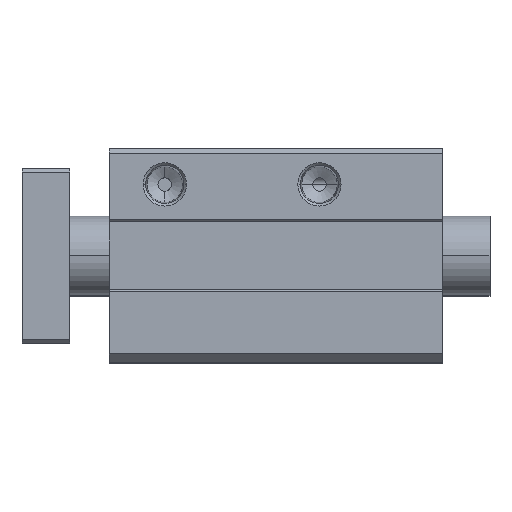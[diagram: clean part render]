
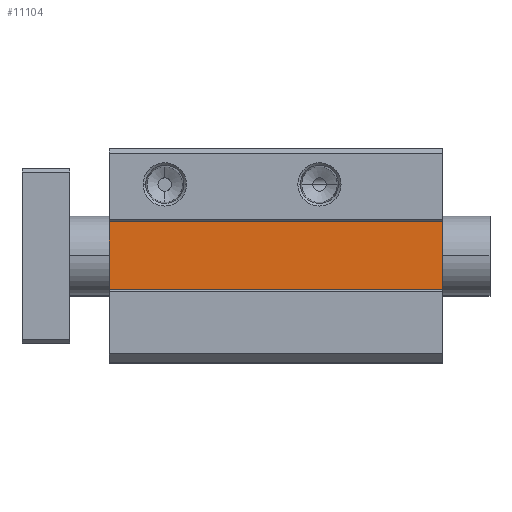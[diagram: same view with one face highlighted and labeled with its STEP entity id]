
A CAD part, top view. The second image highlights one B-rep face of the part: STEP entity #11104.
In plain terms, the highlighted planar face has unit normal (0, 0, 1).
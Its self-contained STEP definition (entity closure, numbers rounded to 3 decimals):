
#65 = EDGE_CURVE ( 'NONE', #9932, #4229, #10186, .T. ) ;
#463 = CARTESIAN_POINT ( 'NONE',  ( 0., -8.45, 59.4 ) ) ;
#1045 = DIRECTION ( 'NONE',  ( -1., 0., 0. ) ) ;
#1376 = LINE ( 'NONE', #10582, #8820 ) ;
#2055 = CARTESIAN_POINT ( 'NONE',  ( 0., 8.55, 59.4 ) ) ;
#2357 = ORIENTED_EDGE ( 'NONE', *, *, #65, .F. ) ;
#3055 = CARTESIAN_POINT ( 'NONE',  ( 0., -8.45, 59.4 ) ) ;
#3209 = CARTESIAN_POINT ( 'NONE',  ( 84., -8.45, 59.4 ) ) ;
#3278 = LINE ( 'NONE', #3209, #5831 ) ;
#4218 = VERTEX_POINT ( 'NONE', #5437 ) ;
#4229 = VERTEX_POINT ( 'NONE', #4443 ) ;
#4443 = CARTESIAN_POINT ( 'NONE',  ( 0., -8.45, 59.4 ) ) ;
#4507 = DIRECTION ( 'NONE',  ( 1., 0., 0. ) ) ;
#4576 = ORIENTED_EDGE ( 'NONE', *, *, #9329, .F. ) ;
#5437 = CARTESIAN_POINT ( 'NONE',  ( 84., 8.55, 59.4 ) ) ;
#5614 = EDGE_LOOP ( 'NONE', ( #13070, #2357, #12367, #4576 ) ) ;
#5831 = VECTOR ( 'NONE', #8418, 1000. ) ;
#6081 = EDGE_CURVE ( 'NONE', #9932, #4218, #3278, .T. ) ;
#7616 = LINE ( 'NONE', #463, #10330 ) ;
#8020 = CARTESIAN_POINT ( 'NONE',  ( 84., -8.45, 59.4 ) ) ;
#8418 = DIRECTION ( 'NONE',  ( 0., 1., 0. ) ) ;
#8577 = FACE_OUTER_BOUND ( 'NONE', #5614, .T. ) ;
#8711 = DIRECTION ( 'NONE',  ( 0., 0., 1. ) ) ;
#8820 = VECTOR ( 'NONE', #10444, 1000. ) ;
#9329 = EDGE_CURVE ( 'NONE', #11916, #4218, #1376, .T. ) ;
#9572 = CARTESIAN_POINT ( 'NONE',  ( 0., -8.45, 59.4 ) ) ;
#9932 = VERTEX_POINT ( 'NONE', #8020 ) ;
#10144 = EDGE_CURVE ( 'NONE', #11916, #4229, #7616, .T. ) ;
#10186 = LINE ( 'NONE', #3055, #10418 ) ;
#10330 = VECTOR ( 'NONE', #12473, 1000. ) ;
#10418 = VECTOR ( 'NONE', #1045, 1000. ) ;
#10444 = DIRECTION ( 'NONE',  ( 1., 0., 0. ) ) ;
#10582 = CARTESIAN_POINT ( 'NONE',  ( 0., 8.55, 59.4 ) ) ;
#10766 = PLANE ( 'NONE',  #12910 ) ;
#11104 = ADVANCED_FACE ( 'NONE', ( #8577 ), #10766, .T. ) ;
#11916 = VERTEX_POINT ( 'NONE', #2055 ) ;
#12367 = ORIENTED_EDGE ( 'NONE', *, *, #6081, .T. ) ;
#12473 = DIRECTION ( 'NONE',  ( 0., -1., 0. ) ) ;
#12910 = AXIS2_PLACEMENT_3D ( 'NONE', #9572, #8711, #4507 ) ;
#13070 = ORIENTED_EDGE ( 'NONE', *, *, #10144, .T. ) ;
